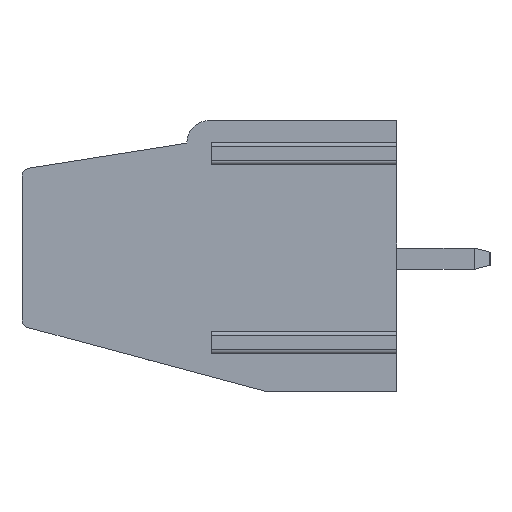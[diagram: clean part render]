
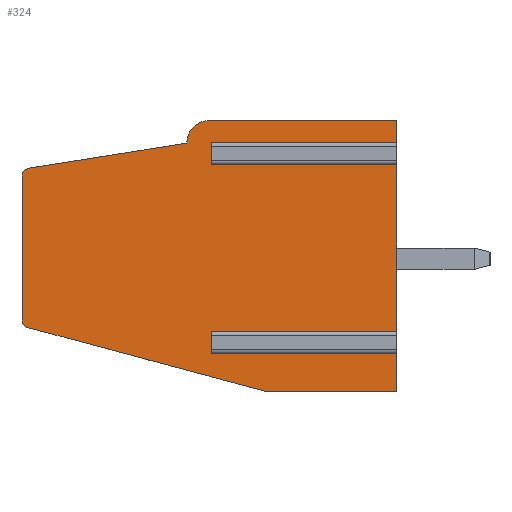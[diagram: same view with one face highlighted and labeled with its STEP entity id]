
A CAD part, left-side view. The second image highlights one B-rep face of the part: STEP entity #324.
In plain terms, the highlighted planar face has unit normal (-1, 0, 0).
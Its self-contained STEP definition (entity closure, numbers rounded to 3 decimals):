
#178=CARTESIAN_POINT('',(0.,0.,0.));
#179=DIRECTION('',(0.,0.,-1.));
#180=DIRECTION('',(-1.,-0.,-0.));
#181=AXIS2_PLACEMENT_3D('',#178,#180,#179);
#182=PLANE('',#181);
#183=CARTESIAN_POINT('',(0.,6.96,2.15));
#184=VERTEX_POINT('',#183);
#185=CARTESIAN_POINT('',(0.,0.,2.15));
#186=VERTEX_POINT('',#185);
#187=CARTESIAN_POINT('',(0.,6.96,2.15));
#188=DIRECTION('',(0.,-1.,0.));
#189=VECTOR('',#188,6.96);
#190=LINE('',#187,#189);
#191=EDGE_CURVE('',#184,#186,#190,.T.);
#192=ORIENTED_EDGE('',*,*,#191,.T.);
#193=CARTESIAN_POINT('',(0.,0.,8.65));
#194=VERTEX_POINT('',#193);
#195=CARTESIAN_POINT('',(0.,0.,8.65));
#196=DIRECTION('',(0.,0.,-1.));
#197=VECTOR('',#196,6.5);
#198=LINE('',#195,#197);
#199=EDGE_CURVE('',#194,#186,#198,.T.);
#200=ORIENTED_EDGE('',*,*,#199,.F.);
#201=CARTESIAN_POINT('',(0.,6.96,8.65));
#202=VERTEX_POINT('',#201);
#203=CARTESIAN_POINT('',(0.,0.,8.65));
#204=DIRECTION('',(0.,1.,0.));
#205=VECTOR('',#204,6.96);
#206=LINE('',#203,#205);
#207=EDGE_CURVE('',#194,#202,#206,.T.);
#208=ORIENTED_EDGE('',*,*,#207,.T.);
#209=CARTESIAN_POINT('',(0.,6.96,9.25));
#210=VERTEX_POINT('',#209);
#211=CARTESIAN_POINT('',(0.,6.96,8.65));
#212=DIRECTION('',(0.,0.,1.));
#213=VECTOR('',#212,0.6);
#214=LINE('',#211,#213);
#215=EDGE_CURVE('',#202,#210,#214,.T.);
#216=ORIENTED_EDGE('',*,*,#215,.T.);
#217=CARTESIAN_POINT('',(0.,0.,9.25));
#218=VERTEX_POINT('',#217);
#219=CARTESIAN_POINT('',(0.,6.96,9.25));
#220=DIRECTION('',(0.,-1.,0.));
#221=VECTOR('',#220,6.96);
#222=LINE('',#219,#221);
#223=EDGE_CURVE('',#210,#218,#222,.T.);
#224=ORIENTED_EDGE('',*,*,#223,.T.);
#225=CARTESIAN_POINT('',(0.,0.,10.2));
#226=VERTEX_POINT('',#225);
#227=CARTESIAN_POINT('',(0.,0.,10.2));
#228=DIRECTION('',(0.,0.,-1.));
#229=VECTOR('',#228,0.95);
#230=LINE('',#227,#229);
#231=EDGE_CURVE('',#226,#218,#230,.T.);
#232=ORIENTED_EDGE('',*,*,#231,.F.);
#233=CARTESIAN_POINT('',(0.,7.04,10.2));
#234=VERTEX_POINT('',#233);
#235=CARTESIAN_POINT('',(0.,7.04,10.2));
#236=DIRECTION('',(0.,-1.,0.));
#237=VECTOR('',#236,7.04);
#238=LINE('',#235,#237);
#239=EDGE_CURVE('',#234,#226,#238,.T.);
#240=ORIENTED_EDGE('',*,*,#239,.F.);
#241=CARTESIAN_POINT('',(0.,7.9,9.342));
#242=VERTEX_POINT('',#241);
#243=CARTESIAN_POINT('',(0.,7.04,9.34));
#244=DIRECTION('',(0.,1.,0.002));
#245=DIRECTION('',(1.,0.,0.));
#246=AXIS2_PLACEMENT_3D('',#243,#245,#244);
#247=CIRCLE('',#246,0.86);
#248=EDGE_CURVE('',#242,#234,#247,.T.);
#249=ORIENTED_EDGE('',*,*,#248,.F.);
#250=CARTESIAN_POINT('',(0.,13.847,8.4));
#251=VERTEX_POINT('',#250);
#252=CARTESIAN_POINT('',(0.,13.847,8.4));
#253=DIRECTION('',(0.,-0.988,0.156));
#254=VECTOR('',#253,6.021);
#255=LINE('',#252,#254);
#256=EDGE_CURVE('',#251,#242,#255,.T.);
#257=ORIENTED_EDGE('',*,*,#256,.F.);
#258=CARTESIAN_POINT('',(0.,14.1,8.104));
#259=VERTEX_POINT('',#258);
#260=CARTESIAN_POINT('',(0.,13.8,8.104));
#261=DIRECTION('',(0.,1.,0.));
#262=DIRECTION('',(1.,0.,0.));
#263=AXIS2_PLACEMENT_3D('',#260,#262,#261);
#264=CIRCLE('',#263,0.3);
#265=EDGE_CURVE('',#259,#251,#264,.T.);
#266=ORIENTED_EDGE('',*,*,#265,.F.);
#267=CARTESIAN_POINT('',(0.,14.1,2.7));
#268=VERTEX_POINT('',#267);
#269=CARTESIAN_POINT('',(0.,14.1,2.7));
#270=DIRECTION('',(0.,0.,1.));
#271=VECTOR('',#270,5.404);
#272=LINE('',#269,#271);
#273=EDGE_CURVE('',#268,#259,#272,.T.);
#274=ORIENTED_EDGE('',*,*,#273,.F.);
#275=CARTESIAN_POINT('',(0.,13.878,2.41));
#276=VERTEX_POINT('',#275);
#277=CARTESIAN_POINT('',(0.,13.8,2.7));
#278=DIRECTION('',(0.,0.259,-0.966));
#279=DIRECTION('',(1.,0.,-0.));
#280=AXIS2_PLACEMENT_3D('',#277,#279,#278);
#281=CIRCLE('',#280,0.3);
#282=EDGE_CURVE('',#276,#268,#281,.T.);
#283=ORIENTED_EDGE('',*,*,#282,.F.);
#284=CARTESIAN_POINT('',(0.,4.9,0.));
#285=VERTEX_POINT('',#284);
#286=CARTESIAN_POINT('',(0.,4.9,0.));
#287=DIRECTION('',(0.,0.966,0.259));
#288=VECTOR('',#287,9.296);
#289=LINE('',#286,#288);
#290=EDGE_CURVE('',#285,#276,#289,.T.);
#291=ORIENTED_EDGE('',*,*,#290,.F.);
#292=CARTESIAN_POINT('',(0.,0.,0.));
#293=VERTEX_POINT('',#292);
#294=CARTESIAN_POINT('',(0.,0.,0.));
#295=DIRECTION('',(0.,1.,0.));
#296=VECTOR('',#295,4.9);
#297=LINE('',#294,#296);
#298=EDGE_CURVE('',#293,#285,#297,.T.);
#299=ORIENTED_EDGE('',*,*,#298,.F.);
#300=CARTESIAN_POINT('',(0.,0.,1.55));
#301=VERTEX_POINT('',#300);
#302=CARTESIAN_POINT('',(0.,0.,1.55));
#303=DIRECTION('',(0.,0.,-1.));
#304=VECTOR('',#303,1.55);
#305=LINE('',#302,#304);
#306=EDGE_CURVE('',#301,#293,#305,.T.);
#307=ORIENTED_EDGE('',*,*,#306,.F.);
#308=CARTESIAN_POINT('',(0.,6.96,1.55));
#309=VERTEX_POINT('',#308);
#310=CARTESIAN_POINT('',(0.,0.,1.55));
#311=DIRECTION('',(0.,1.,0.));
#312=VECTOR('',#311,6.96);
#313=LINE('',#310,#312);
#314=EDGE_CURVE('',#301,#309,#313,.T.);
#315=ORIENTED_EDGE('',*,*,#314,.T.);
#316=CARTESIAN_POINT('',(0.,6.96,1.55));
#317=DIRECTION('',(0.,0.,1.));
#318=VECTOR('',#317,0.6);
#319=LINE('',#316,#318);
#320=EDGE_CURVE('',#309,#184,#319,.T.);
#321=ORIENTED_EDGE('',*,*,#320,.T.);
#322=EDGE_LOOP('',(#192,#200,#208,#216,#224,#232,#240,#249,#257,#266,#274,#283,#291,#299,#307,#315,#321));
#323=FACE_OUTER_BOUND('',#322,.T.);
#324=ADVANCED_FACE('',(#323),#182,.T.);
